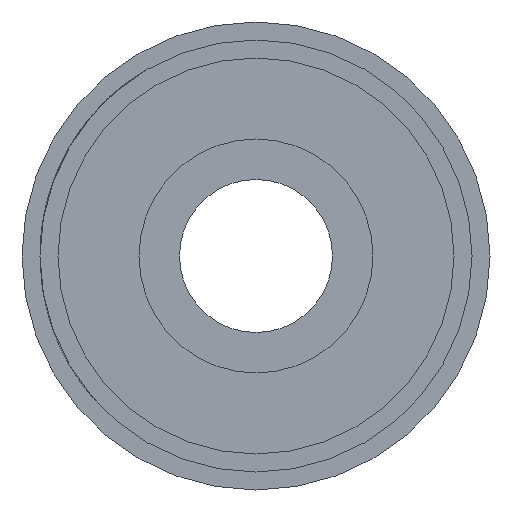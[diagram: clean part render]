
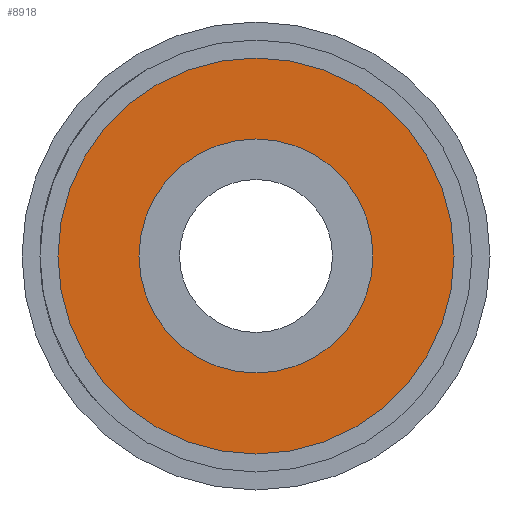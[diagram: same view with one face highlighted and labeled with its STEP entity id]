
A CAD part, left-side view. The second image highlights one B-rep face of the part: STEP entity #8918.
In plain terms, the highlighted planar face has unit normal (-1, 0, 0).
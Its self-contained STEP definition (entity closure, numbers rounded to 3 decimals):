
#87 = CIRCLE ( 'NONE', #6229, 6.5 ) ;
#125 = DIRECTION ( 'NONE',  ( -1., 0., 0. ) ) ;
#676 = CIRCLE ( 'NONE', #5772, 11. ) ;
#830 = CIRCLE ( 'NONE', #7674, 6.5 ) ;
#951 = CARTESIAN_POINT ( 'NONE',  ( 0., 0., 0. ) ) ;
#1197 = CARTESIAN_POINT ( 'NONE',  ( 0., 0., -6.5 ) ) ;
#1400 = FACE_BOUND ( 'NONE', #2264, .T. ) ;
#1572 = DIRECTION ( 'NONE',  ( 0., 0., 1. ) ) ;
#1658 = DIRECTION ( 'NONE',  ( -1., 0., 0. ) ) ;
#1906 = EDGE_LOOP ( 'NONE', ( #5519, #5898 ) ) ;
#1943 = CARTESIAN_POINT ( 'NONE',  ( 0., 0., 0. ) ) ;
#2264 = EDGE_LOOP ( 'NONE', ( #4777, #8963 ) ) ;
#2309 = DIRECTION ( 'NONE',  ( 1., 0., 0. ) ) ;
#2327 = DIRECTION ( 'NONE',  ( 0., 0., 1. ) ) ;
#2422 = AXIS2_PLACEMENT_3D ( 'NONE', #951, #8562, #2327 ) ;
#3442 = CIRCLE ( 'NONE', #2422, 11. ) ;
#3497 = FACE_OUTER_BOUND ( 'NONE', #1906, .T. ) ;
#3499 = EDGE_CURVE ( 'NONE', #8359, #7681, #3442, .T. ) ;
#3954 = CARTESIAN_POINT ( 'NONE',  ( 0., 0., 0. ) ) ;
#4018 = EDGE_CURVE ( 'NONE', #4856, #7634, #87, .T. ) ;
#4777 = ORIENTED_EDGE ( 'NONE', *, *, #4018, .F. ) ;
#4856 = VERTEX_POINT ( 'NONE', #7336 ) ;
#5460 = DIRECTION ( 'NONE',  ( 0., 0., 1. ) ) ;
#5519 = ORIENTED_EDGE ( 'NONE', *, *, #7786, .T. ) ;
#5526 = EDGE_CURVE ( 'NONE', #7634, #4856, #830, .T. ) ;
#5772 = AXIS2_PLACEMENT_3D ( 'NONE', #6501, #1658, #1572 ) ;
#5898 = ORIENTED_EDGE ( 'NONE', *, *, #3499, .T. ) ;
#6229 = AXIS2_PLACEMENT_3D ( 'NONE', #1943, #125, #6781 ) ;
#6501 = CARTESIAN_POINT ( 'NONE',  ( 0., 0., 0. ) ) ;
#6718 = CARTESIAN_POINT ( 'NONE',  ( 0., 0., -11. ) ) ;
#6781 = DIRECTION ( 'NONE',  ( 0., 0., 1. ) ) ;
#7336 = CARTESIAN_POINT ( 'NONE',  ( 0., 0., 6.5 ) ) ;
#7409 = CARTESIAN_POINT ( 'NONE',  ( 0., 0., 0. ) ) ;
#7465 = DIRECTION ( 'NONE',  ( -1., 0., 0. ) ) ;
#7526 = AXIS2_PLACEMENT_3D ( 'NONE', #7409, #2309, #8811 ) ;
#7634 = VERTEX_POINT ( 'NONE', #1197 ) ;
#7674 = AXIS2_PLACEMENT_3D ( 'NONE', #3954, #7465, #5460 ) ;
#7681 = VERTEX_POINT ( 'NONE', #8604 ) ;
#7786 = EDGE_CURVE ( 'NONE', #7681, #8359, #676, .T. ) ;
#8138 = PLANE ( 'NONE',  #7526 ) ;
#8359 = VERTEX_POINT ( 'NONE', #6718 ) ;
#8562 = DIRECTION ( 'NONE',  ( -1., 0., 0. ) ) ;
#8604 = CARTESIAN_POINT ( 'NONE',  ( 0., 0., 11. ) ) ;
#8811 = DIRECTION ( 'NONE',  ( 0., 0., -1. ) ) ;
#8918 = ADVANCED_FACE ( 'NONE', ( #1400, #3497 ), #8138, .F. ) ;
#8963 = ORIENTED_EDGE ( 'NONE', *, *, #5526, .F. ) ;
